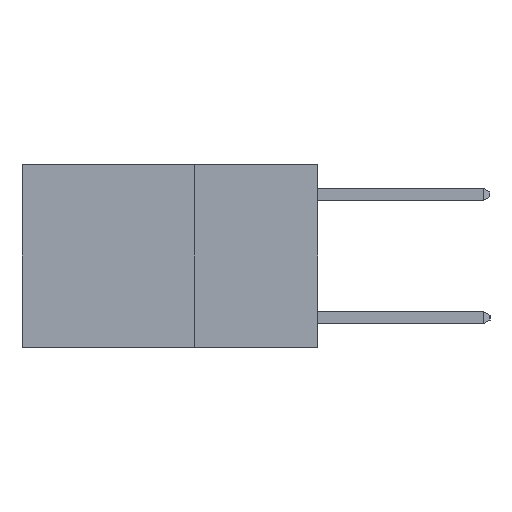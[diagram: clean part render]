
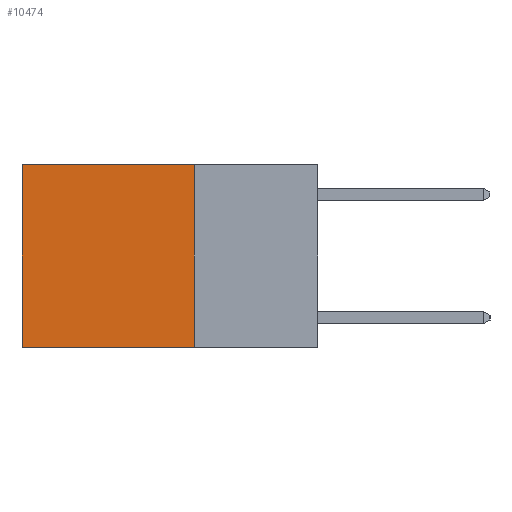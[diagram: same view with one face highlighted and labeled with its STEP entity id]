
A CAD part, left-side view. The second image highlights one B-rep face of the part: STEP entity #10474.
In plain terms, the highlighted planar face has unit normal (-1, 0, 0).
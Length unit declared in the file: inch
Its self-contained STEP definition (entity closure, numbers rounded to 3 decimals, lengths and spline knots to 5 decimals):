
#440 = DIRECTION ( 'NONE',  ( 0., 1., 0. ) ) ;
#628 = LINE ( 'NONE', #10228, #7397 ) ;
#1182 = DIRECTION ( 'NONE',  ( 0., 0., -1. ) ) ;
#1402 = ORIENTED_EDGE ( 'NONE', *, *, #7137, .F. ) ;
#1923 = CARTESIAN_POINT ( 'NONE',  ( 0.2625, 0.25, -0.37 ) ) ;
#2362 = ORIENTED_EDGE ( 'NONE', *, *, #3508, .F. ) ;
#2688 = VECTOR ( 'NONE', #8746, 39.37008 ) ;
#2929 = VERTEX_POINT ( 'NONE', #3957 ) ;
#3508 = EDGE_CURVE ( 'NONE', #2929, #5681, #6779, .T. ) ;
#3932 = CARTESIAN_POINT ( 'NONE',  ( 0.2625, 0.25, 0. ) ) ;
#3957 = CARTESIAN_POINT ( 'NONE',  ( 0.2625, 0.25, -0.37 ) ) ;
#4748 = CARTESIAN_POINT ( 'NONE',  ( 0.2625, 0.6, -0.37 ) ) ;
#4846 = DIRECTION ( 'NONE',  ( 0., 0., -1. ) ) ;
#5070 = ORIENTED_EDGE ( 'NONE', *, *, #10576, .T. ) ;
#5681 = VERTEX_POINT ( 'NONE', #4748 ) ;
#5816 = LINE ( 'NONE', #11296, #10200 ) ;
#6272 = VERTEX_POINT ( 'NONE', #10127 ) ;
#6779 = LINE ( 'NONE', #1923, #11178 ) ;
#7137 = EDGE_CURVE ( 'NONE', #10634, #2929, #7748, .T. ) ;
#7397 = VECTOR ( 'NONE', #1182, 39.37008 ) ;
#7698 = EDGE_CURVE ( 'NONE', #10634, #6272, #5816, .T. ) ;
#7748 = LINE ( 'NONE', #10454, #2688 ) ;
#8274 = EDGE_LOOP ( 'NONE', ( #5070, #2362, #1402, #11602 ) ) ;
#8385 = PLANE ( 'NONE',  #9584 ) ;
#8746 = DIRECTION ( 'NONE',  ( 0., 0., -1. ) ) ;
#9584 = AXIS2_PLACEMENT_3D ( 'NONE', #3932, #10118, #4846 ) ;
#10118 = DIRECTION ( 'NONE',  ( 1., 0., 0. ) ) ;
#10127 = CARTESIAN_POINT ( 'NONE',  ( 0.2625, 0.6, 0. ) ) ;
#10200 = VECTOR ( 'NONE', #440, 39.37008 ) ;
#10228 = CARTESIAN_POINT ( 'NONE',  ( 0.2625, 0.6, 0. ) ) ;
#10306 = CARTESIAN_POINT ( 'NONE',  ( 0.2625, 0.25, 0. ) ) ;
#10454 = CARTESIAN_POINT ( 'NONE',  ( 0.2625, 0.25, 0. ) ) ;
#10474 = ADVANCED_FACE ( 'NONE', ( #10552 ), #8385, .F. ) ;
#10552 = FACE_OUTER_BOUND ( 'NONE', #8274, .T. ) ;
#10576 = EDGE_CURVE ( 'NONE', #6272, #5681, #628, .T. ) ;
#10634 = VERTEX_POINT ( 'NONE', #10306 ) ;
#11178 = VECTOR ( 'NONE', #11770, 39.37008 ) ;
#11296 = CARTESIAN_POINT ( 'NONE',  ( 0.2625, 0.25, 0. ) ) ;
#11602 = ORIENTED_EDGE ( 'NONE', *, *, #7698, .T. ) ;
#11770 = DIRECTION ( 'NONE',  ( 0., 1., 0. ) ) ;
